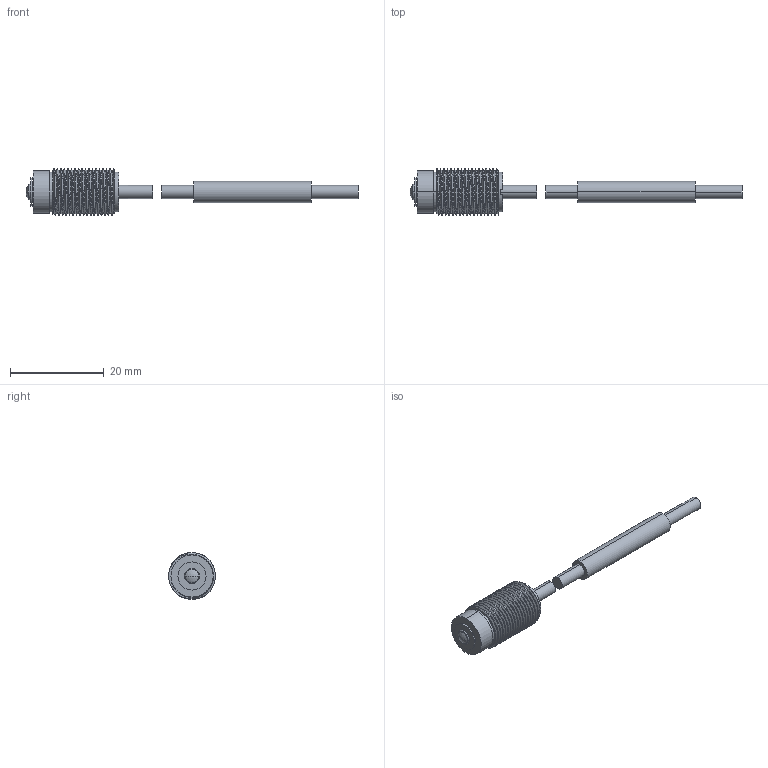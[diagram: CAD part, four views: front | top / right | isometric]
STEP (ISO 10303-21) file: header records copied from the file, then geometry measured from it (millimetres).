
FILE_DESCRIPTION (( 'STEP AP203' ), '1' );
FILE_NAME ('STM82A-L.STEP', '2017-11-24T01:26:52', ( '' ), ( '' ), 'SwSTEP 2.0', 'SolidWorks 2017', '' );
FILE_SCHEMA (( 'CONFIG_CONTROL_DESIGN' ));
Length unit declared in the file: millimetre
Products named in the file (1): STM82A-L
Bounding box: 70.8 x 9.99 x 10 mm (x, y, z)
Volume: 1809 mm3; surface area: 1622.9 mm2
Topology: 2 solids, 2 shells, 83 faces, 211 edges, 141 vertices
Faces by surface type: cylinder 56, plane 20, bspline 3, sphere 2, torus 2
Entity records: 6095 total; most frequent: CARTESIAN_POINT 4189, ORIENTED_EDGE 422, DIRECTION 353, EDGE_CURVE 211, AXIS2_PLACEMENT_3D 141, VERTEX_POINT 141, EDGE_LOOP 92, ADVANCED_FACE 83
